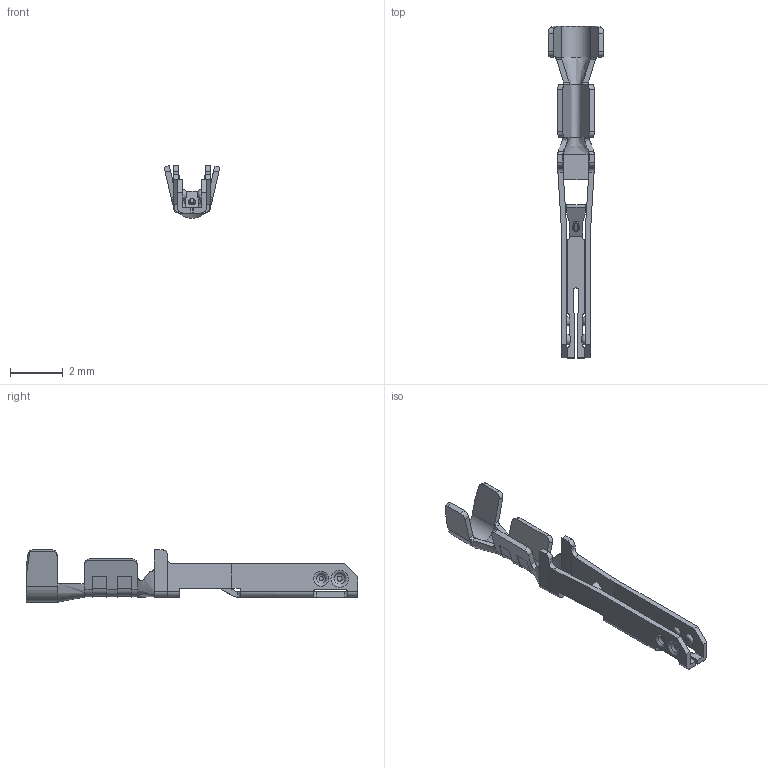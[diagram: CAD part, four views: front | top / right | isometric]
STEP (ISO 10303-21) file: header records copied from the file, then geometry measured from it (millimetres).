
FILE_DESCRIPTION(/* description */ ('Unknown'),/* implementation_level */ '2;1');
FILE_NAME(/* name */ '62600513722_DEC',/* time_stamp */ '2023-11-27T14:48:36+01:00',/* author */ ('Unknown'),/* organization */ ('Unknown'),/* preprocessor_version */ 'ST-DEVELOPER v18.102',/* originating_system */ 'Solid Edge',/* authorisation */ 'Unknown');
FILE_SCHEMA (('AUTOMOTIVE_DESIGN {1 0 10303 214 3 1 1}'));
Length unit declared in the file: millimetre
Products named in the file (1): 62600513722_DEC
Bounding box: 2.12 x 12.63 x 2 mm (x, y, z)
Volume: 7.1 mm3; surface area: 85.6 mm2
Topology: 1 solids, 1 shells, 201 faces, 567 edges, 372 vertices
Faces by surface type: plane 105, cylinder 68, torus 20, bspline 8
Full cylindrical faces by diameter (mm): 0.4 x2
Entity records: 6637 total; most frequent: CARTESIAN_POINT 1547, ORIENTED_EDGE 1098, DIRECTION 979, EDGE_CURVE 549, VERTEX_POINT 368, LINE 343, VECTOR 343, AXIS2_PLACEMENT_3D 318
